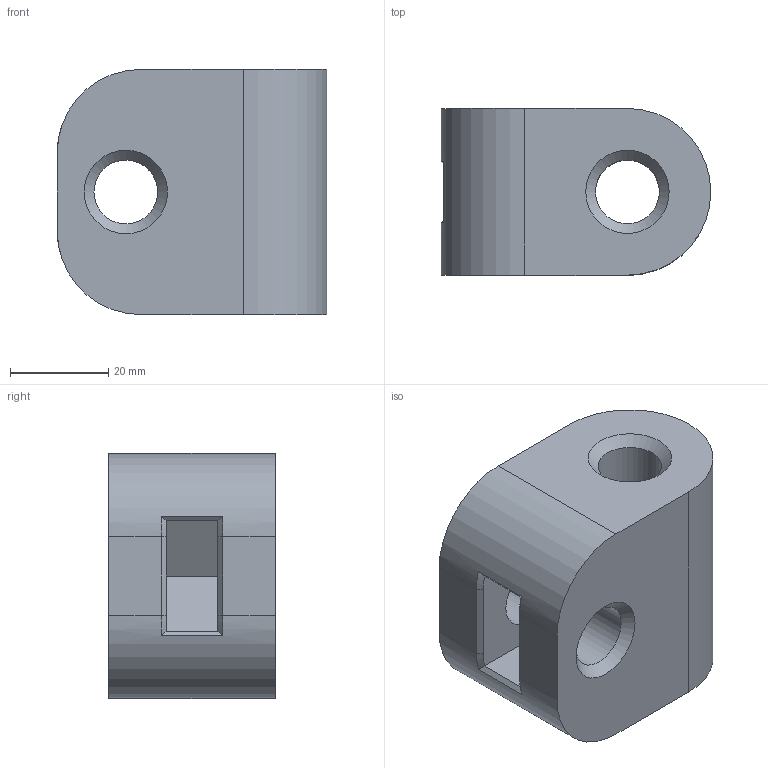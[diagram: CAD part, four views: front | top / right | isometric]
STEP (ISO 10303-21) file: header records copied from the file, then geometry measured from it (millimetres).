
FILE_DESCRIPTION(/* description */ (''),/* implementation_level */ '2;1');
FILE_NAME(/* name */ '20230222_top_hinge.stp',/* time_stamp */ '2023-02-22T11:49:40+01:00',/* author */ ('Jens'),/* organization */ (''),/* preprocessor_version */ 'ST-DEVELOPER v19',/* originating_system */ 'Autodesk Inventor 2023',/* authorisation */ '');
FILE_SCHEMA (('AUTOMOTIVE_DESIGN { 1 0 10303 214 3 1 1 }'));
Length unit declared in the file: millimetre
Products named in the file (1): scharnier_oben
Bounding box: 55 x 34 x 50 mm (x, y, z)
Volume: 67328.3 mm3; surface area: 14439 mm2
Topology: 1 solids, 1 shells, 30 faces, 78 edges, 50 vertices
Faces by surface type: plane 16, cone 8, cylinder 6
Full cylindrical faces by diameter (mm): 13 x3
Entity records: 975 total; most frequent: CARTESIAN_POINT 179, DIRECTION 158, ORIENTED_EDGE 156, EDGE_CURVE 78, AXIS2_PLACEMENT_3D 57, VERTEX_POINT 50, LINE 44, VECTOR 44
